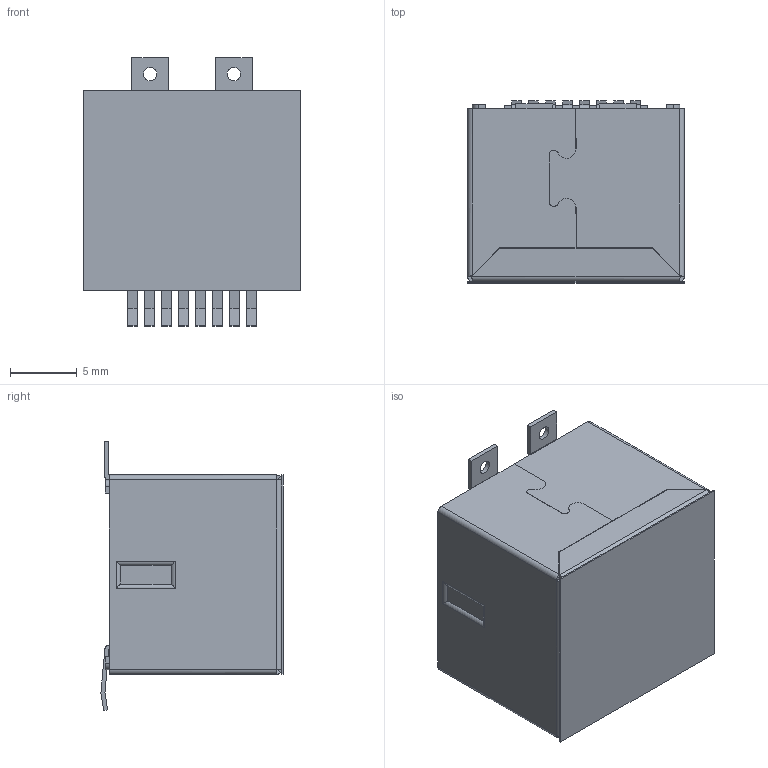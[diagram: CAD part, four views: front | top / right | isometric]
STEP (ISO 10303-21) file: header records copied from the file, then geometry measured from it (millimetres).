
FILE_DESCRIPTION(/* description */ ('Unknown'),/* implementation_level */ '2;1');
FILE_NAME(/* name */ '634108185321',/* time_stamp */ '2018-05-31T11:17:00+02:00',/* author */ ('Unknown'),/* organization */ ('Unknown'),/* preprocessor_version */ 'ST-DEVELOPER v16.7',/* originating_system */ 'DEX',/* authorisation */ $);
FILE_SCHEMA (('AUTOMOTIVE_DESIGN {1 0 10303 214 3 1 1}'));
Length unit declared in the file: millimetre
Products named in the file (13): 634108185321; 634108185321_Housing; 634108185321_Shelding; 634108185321_Mylar; 634108185321_Pin6; 634108185321_Pin4; 634108185321_Housing2; 634108185321_Pin5; 634108185321_Pin3; 634108185321_Pin7; 634108185321_Pin1; 634108185321_Pin2; 634108185321_Pin8
Assembly tree (12 placements, depth 2):
  634108185321
    634108185321_Housing
    634108185321_Shelding
    634108185321_Mylar
    634108185321_Pin6
    634108185321_Pin4
    634108185321_Housing2
    634108185321_Pin5
    634108185321_Pin3
    634108185321_Pin7
    634108185321_Pin1
    634108185321_Pin2
    634108185321_Pin8
Bounding box: 16.2 x 13.61 x 20.1 mm (x, y, z)
Volume: 1709.5 mm3; surface area: 5218.6 mm2
Topology: 12 solids, 12 shells, 637 faces, 1758 edges, 1146 vertices
Faces by surface type: plane 509, cylinder 120, bspline 8
Full cylindrical faces by diameter (mm): 1 x2
Entity records: 20401 total; most frequent: CARTESIAN_POINT 3668, ORIENTED_EDGE 3512, DIRECTION 3238, EDGE_CURVE 1756, LINE 1526, VECTOR 1526, VERTEX_POINT 1146, AXIS2_PLACEMENT_3D 856
